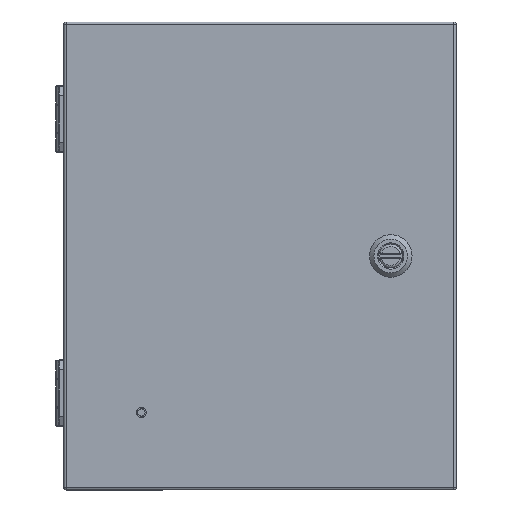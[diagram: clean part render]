
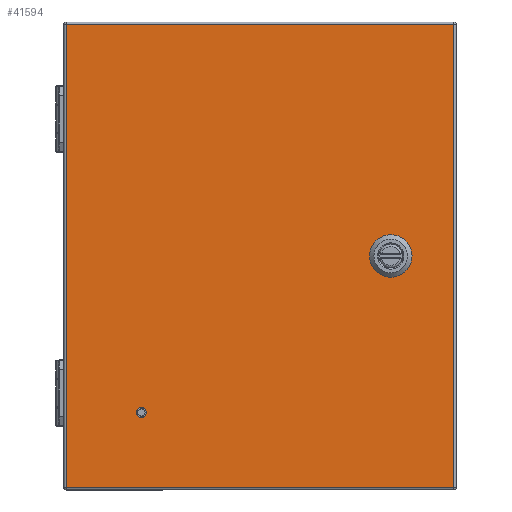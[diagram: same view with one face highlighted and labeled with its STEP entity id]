
A CAD part, top view. The second image highlights one B-rep face of the part: STEP entity #41594.
In plain terms, the highlighted planar face has unit normal (0, 0, 1).
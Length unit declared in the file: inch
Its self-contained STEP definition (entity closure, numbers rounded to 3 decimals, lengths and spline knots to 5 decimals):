
#2184 = VECTOR ( 'NONE', #18638, 39.37008 ) ;
#2739 = EDGE_CURVE ( 'NONE', #73649, #73649, #62730, .T. ) ;
#3053 = CIRCLE ( 'NONE', #82187, 0.443 ) ;
#4012 = VERTEX_POINT ( 'NONE', #41497 ) ;
#4207 = CIRCLE ( 'NONE', #22504, 0.443 ) ;
#5780 = VERTEX_POINT ( 'NONE', #74961 ) ;
#6424 = CARTESIAN_POINT ( 'NONE',  ( -3.21875, -4.1395, 4.107 ) ) ;
#6970 = ORIENTED_EDGE ( 'NONE', *, *, #50942, .F. ) ;
#7190 = CARTESIAN_POINT ( 'NONE',  ( 3.472, 0.0001, 4.107 ) ) ;
#7981 = DIRECTION ( 'NONE',  ( 0., 1., 0. ) ) ;
#9372 = EDGE_CURVE ( 'NONE', #74880, #23435, #34522, .T. ) ;
#11510 = AXIS2_PLACEMENT_3D ( 'NONE', #39070, #25797, #71769 ) ;
#13434 = VECTOR ( 'NONE', #61400, 39.37008 ) ;
#14148 = PLANE ( 'NONE',  #63381 ) ;
#14981 = EDGE_CURVE ( 'NONE', #43452, #23873, #35688, .T. ) ;
#18238 = CARTESIAN_POINT ( 'NONE',  ( 5.205, -6.1275, 4.107 ) ) ;
#18638 = DIRECTION ( 'NONE',  ( 1., 0., 0. ) ) ;
#19719 = VECTOR ( 'NONE', #51911, 39.37008 ) ;
#19986 = ORIENTED_EDGE ( 'NONE', *, *, #83343, .T. ) ;
#20506 = CARTESIAN_POINT ( 'NONE',  ( 5.145, -6.1275, 4.107 ) ) ;
#21011 = ORIENTED_EDGE ( 'NONE', *, *, #59077, .F. ) ;
#21649 = DIRECTION ( 'NONE',  ( -1., 0., 0. ) ) ;
#21936 = CARTESIAN_POINT ( 'NONE',  ( 3.868, 1.0001, 4.107 ) ) ;
#22504 = AXIS2_PLACEMENT_3D ( 'NONE', #65232, #72335, #38355 ) ;
#23435 = VERTEX_POINT ( 'NONE', #62737 ) ;
#23873 = VERTEX_POINT ( 'NONE', #33937 ) ;
#24650 = EDGE_LOOP ( 'NONE', ( #39939 ) ) ;
#25797 = DIRECTION ( 'NONE',  ( 0., 0., 1. ) ) ;
#28069 = DIRECTION ( 'NONE',  ( 0., 0., 1. ) ) ;
#28389 = CARTESIAN_POINT ( 'NONE',  ( 0.0173, 1.0001, 4.107 ) ) ;
#30551 = CARTESIAN_POINT ( 'NONE',  ( -5.1102, 6.1277, 4.107 ) ) ;
#31240 = CARTESIAN_POINT ( 'NONE',  ( 5.145, 6.1277, 4.107 ) ) ;
#31391 = CIRCLE ( 'NONE', #11510, 0.443 ) ;
#31447 = CARTESIAN_POINT ( 'NONE',  ( 3.472, 0.0001, 4.107 ) ) ;
#32206 = EDGE_LOOP ( 'NONE', ( #19986, #41184, #51936, #32803 ) ) ;
#32579 = LINE ( 'NONE', #86880, #56324 ) ;
#32803 = ORIENTED_EDGE ( 'NONE', *, *, #9372, .T. ) ;
#33937 = CARTESIAN_POINT ( 'NONE',  ( 3.868, 0.19868, 4.107 ) ) ;
#34515 = VERTEX_POINT ( 'NONE', #78740 ) ;
#34522 = LINE ( 'NONE', #42879, #13434 ) ;
#35337 = CARTESIAN_POINT ( 'NONE',  ( 3.076, 1.0001, 4.107 ) ) ;
#35688 = LINE ( 'NONE', #21936, #81241 ) ;
#36117 = ORIENTED_EDGE ( 'NONE', *, *, #45575, .F. ) ;
#36193 = LINE ( 'NONE', #35337, #52550 ) ;
#38355 = DIRECTION ( 'NONE',  ( -1., 0., 0. ) ) ;
#39070 = CARTESIAN_POINT ( 'NONE',  ( 3.472, 0.0001, 4.107 ) ) ;
#39667 = VERTEX_POINT ( 'NONE', #45179 ) ;
#39939 = ORIENTED_EDGE ( 'NONE', *, *, #2739, .F. ) ;
#41184 = ORIENTED_EDGE ( 'NONE', *, *, #72745, .T. ) ;
#41426 = EDGE_CURVE ( 'NONE', #44234, #39667, #4207, .T. ) ;
#41497 = CARTESIAN_POINT ( 'NONE',  ( 3.27342, -0.3959, 4.107 ) ) ;
#41594 = ADVANCED_FACE ( 'NONE', ( #61420, #81876, #68488 ), #14148, .T. ) ;
#42879 = CARTESIAN_POINT ( 'NONE',  ( -5.1102, -6.1875, 4.107 ) ) ;
#43178 = DIRECTION ( 'NONE',  ( 0., 1., 0. ) ) ;
#43335 = CARTESIAN_POINT ( 'NONE',  ( 3.67058, -0.3959, 4.107 ) ) ;
#43452 = VERTEX_POINT ( 'NONE', #57355 ) ;
#43649 = CARTESIAN_POINT ( 'NONE',  ( 3.27342, 0.3961, 4.107 ) ) ;
#44147 = ORIENTED_EDGE ( 'NONE', *, *, #14981, .F. ) ;
#44234 = VERTEX_POINT ( 'NONE', #43649 ) ;
#44597 = EDGE_CURVE ( 'NONE', #50301, #43452, #31391, .T. ) ;
#45112 = CIRCLE ( 'NONE', #46485, 0.443 ) ;
#45179 = CARTESIAN_POINT ( 'NONE',  ( 3.076, 0.19868, 4.107 ) ) ;
#45575 = EDGE_CURVE ( 'NONE', #23873, #34515, #3053, .T. ) ;
#46179 = CARTESIAN_POINT ( 'NONE',  ( 0.0173, 0.3961, 4.107 ) ) ;
#46485 = AXIS2_PLACEMENT_3D ( 'NONE', #7190, #28069, #74860 ) ;
#46745 = VECTOR ( 'NONE', #7981, 39.37008 ) ;
#49562 = LINE ( 'NONE', #84513, #68033 ) ;
#50301 = VERTEX_POINT ( 'NONE', #43335 ) ;
#50942 = EDGE_CURVE ( 'NONE', #5780, #4012, #45112, .T. ) ;
#51724 = DIRECTION ( 'NONE',  ( 0., 0., 1. ) ) ;
#51911 = DIRECTION ( 'NONE',  ( -1., 0., 0. ) ) ;
#51936 = ORIENTED_EDGE ( 'NONE', *, *, #86475, .T. ) ;
#52394 = DIRECTION ( 'NONE',  ( -1., 0., 0. ) ) ;
#52550 = VECTOR ( 'NONE', #55573, 39.37008 ) ;
#53289 = EDGE_CURVE ( 'NONE', #39667, #5780, #36193, .T. ) ;
#55573 = DIRECTION ( 'NONE',  ( 0., -1., 0. ) ) ;
#56198 = DIRECTION ( 'NONE',  ( 1., 0., 0. ) ) ;
#56324 = VECTOR ( 'NONE', #52394, 39.37008 ) ;
#57053 = AXIS2_PLACEMENT_3D ( 'NONE', #63252, #70754, #64574 ) ;
#57355 = CARTESIAN_POINT ( 'NONE',  ( 3.868, -0.19848, 4.107 ) ) ;
#58953 = LINE ( 'NONE', #46179, #19719 ) ;
#59077 = EDGE_CURVE ( 'NONE', #34515, #44234, #58953, .T. ) ;
#59724 = LINE ( 'NONE', #18238, #2184 ) ;
#60765 = ORIENTED_EDGE ( 'NONE', *, *, #44597, .F. ) ;
#61400 = DIRECTION ( 'NONE',  ( 0., -1., 0. ) ) ;
#61420 = FACE_BOUND ( 'NONE', #67630, .T. ) ;
#62730 = CIRCLE ( 'NONE', #57053, 0.09655 ) ;
#62737 = CARTESIAN_POINT ( 'NONE',  ( -5.1102, -6.1275, 4.107 ) ) ;
#63115 = ORIENTED_EDGE ( 'NONE', *, *, #76776, .F. ) ;
#63252 = CARTESIAN_POINT ( 'NONE',  ( -3.1222, -4.1395, 4.107 ) ) ;
#63381 = AXIS2_PLACEMENT_3D ( 'NONE', #28389, #68041, #21649 ) ;
#64574 = DIRECTION ( 'NONE',  ( -1., 0., 0. ) ) ;
#65232 = CARTESIAN_POINT ( 'NONE',  ( 3.472, 0.0001, 4.107 ) ) ;
#67630 = EDGE_LOOP ( 'NONE', ( #84969, #21011, #36117, #44147, #60765, #63115, #6970, #82281 ) ) ;
#68033 = VECTOR ( 'NONE', #56198, 39.37008 ) ;
#68041 = DIRECTION ( 'NONE',  ( 0., 0., 1. ) ) ;
#68076 = LINE ( 'NONE', #68524, #46745 ) ;
#68488 = FACE_OUTER_BOUND ( 'NONE', #32206, .T. ) ;
#68524 = CARTESIAN_POINT ( 'NONE',  ( 5.145, 6.1877, 4.107 ) ) ;
#70754 = DIRECTION ( 'NONE',  ( 0., 0., 1. ) ) ;
#71769 = DIRECTION ( 'NONE',  ( -1., 0., 0. ) ) ;
#72335 = DIRECTION ( 'NONE',  ( 0., 0., 1. ) ) ;
#72745 = EDGE_CURVE ( 'NONE', #80400, #75980, #68076, .T. ) ;
#73649 = VERTEX_POINT ( 'NONE', #6424 ) ;
#74860 = DIRECTION ( 'NONE',  ( -1., 0., 0. ) ) ;
#74880 = VERTEX_POINT ( 'NONE', #30551 ) ;
#74961 = CARTESIAN_POINT ( 'NONE',  ( 3.076, -0.19848, 4.107 ) ) ;
#75980 = VERTEX_POINT ( 'NONE', #31240 ) ;
#76776 = EDGE_CURVE ( 'NONE', #4012, #50301, #49562, .T. ) ;
#78262 = DIRECTION ( 'NONE',  ( -1., 0., 0. ) ) ;
#78740 = CARTESIAN_POINT ( 'NONE',  ( 3.67058, 0.3961, 4.107 ) ) ;
#80400 = VERTEX_POINT ( 'NONE', #20506 ) ;
#81241 = VECTOR ( 'NONE', #43178, 39.37008 ) ;
#81876 = FACE_BOUND ( 'NONE', #24650, .T. ) ;
#82187 = AXIS2_PLACEMENT_3D ( 'NONE', #31447, #51724, #78262 ) ;
#82281 = ORIENTED_EDGE ( 'NONE', *, *, #53289, .F. ) ;
#83343 = EDGE_CURVE ( 'NONE', #23435, #80400, #59724, .T. ) ;
#84513 = CARTESIAN_POINT ( 'NONE',  ( 0.0173, -0.3959, 4.107 ) ) ;
#84969 = ORIENTED_EDGE ( 'NONE', *, *, #41426, .F. ) ;
#86475 = EDGE_CURVE ( 'NONE', #75980, #74880, #32579, .T. ) ;
#86880 = CARTESIAN_POINT ( 'NONE',  ( -5.1702, 6.1277, 4.107 ) ) ;
